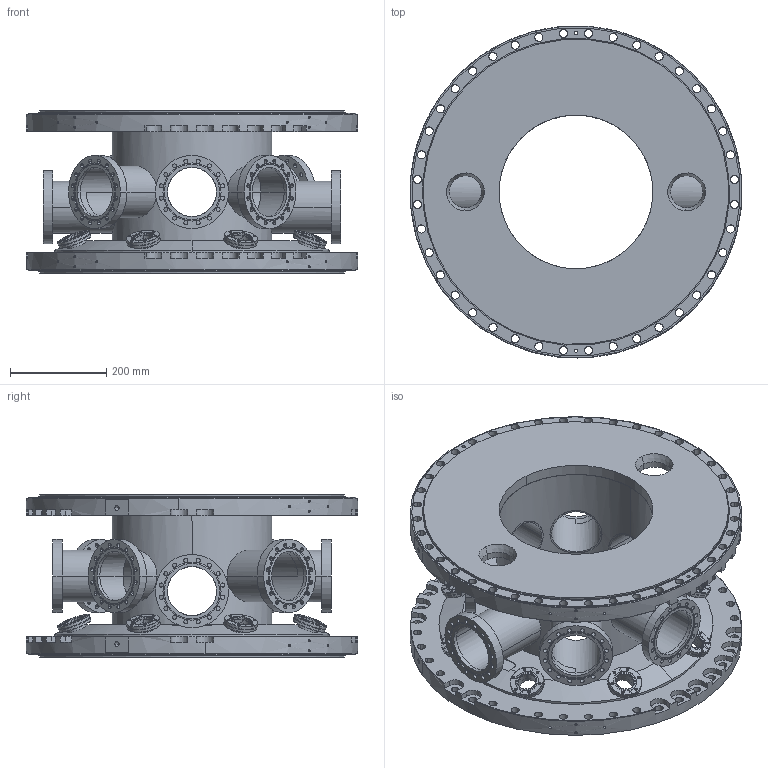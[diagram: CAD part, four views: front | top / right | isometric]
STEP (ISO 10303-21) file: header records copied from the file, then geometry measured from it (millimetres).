
FILE_DESCRIPTION((''),'2;1');
FILE_NAME('NP70-01-2195_ASM','2018-09-17T',('dseddon'),(''),'CREO PARAMETRIC BY PTC INC, 2015380','CREO PARAMETRIC BY PTC INC, 2015380','');
FILE_SCHEMA(('CONFIG_CONTROL_DESIGN'));
Length unit declared in the file: millimetre
Products named in the file (11): NP70-01-2196; NP70-01-2197; DN100-CF-FLANGE-WELDABLE; NP70-01-2199; NP70-01-2209; NP70-01-2206; NP70-01-2208; NP70-01-2210; NP70-01-4093; DN40-CF-WELD-FLANGE-TAPPED; NP70-01-2195_ASM
Assembly tree (35 placements, depth 2):
  NP70-01-2195_ASM
    NP70-01-2196
    NP70-01-2197  x2
    DN100-CF-FLANGE-WELDABLE  x8
    NP70-01-2199
    NP70-01-2209
    NP70-01-2206  x2
    NP70-01-2208  x2
    NP70-01-2210  x2
    NP70-01-4093  x8
    DN40-CF-WELD-FLANGE-TAPPED  x8
Bounding box: 689.97 x 689.97 x 337 mm (x, y, z)
Volume: 15814075.9 mm3; surface area: 3302103.8 mm2
Topology: 35 solids, 35 shells, 1586 faces, 4164 edges, 2652 vertices
Faces by surface type: cylinder 1012, plane 290, cone 236, torus 48
Entity records: 29662 total; most frequent: CARTESIAN_POINT 6594, DIRECTION 4949, ORIENTED_EDGE 4568, EDGE_CURVE 2284, AXIS2_PLACEMENT_3D 1959, VERTEX_POINT 1499, EDGE_LOOP 1215, CIRCLE 1037
